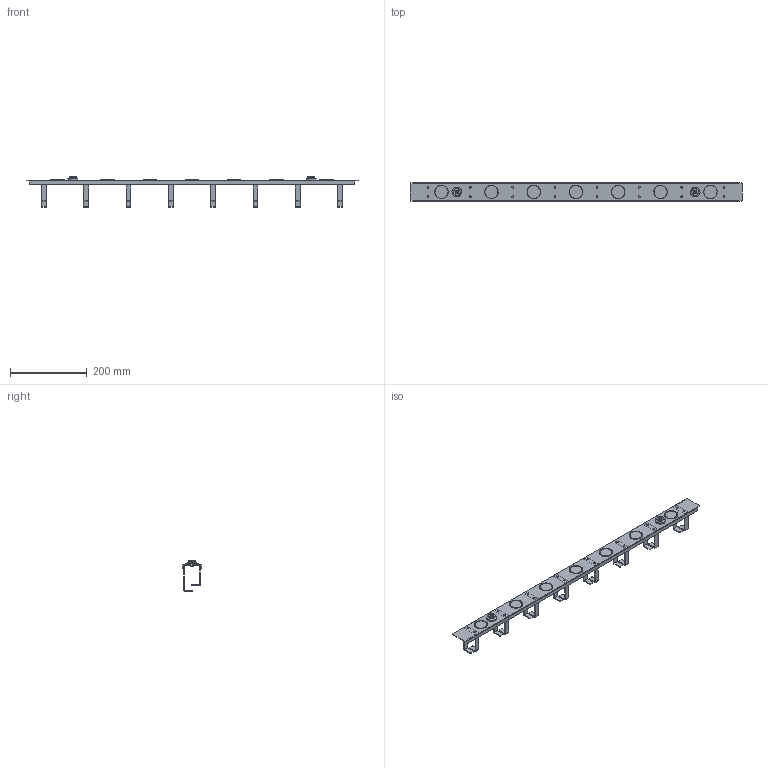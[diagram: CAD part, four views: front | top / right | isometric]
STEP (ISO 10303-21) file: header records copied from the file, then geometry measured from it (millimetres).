
FILE_DESCRIPTION (( 'STEP AP214' ), '1' );
FILE_NAME ('00406924_3D.STEP', '2022-03-14T15:46:09', ( '' ), ( '' ), 'SwSTEP 2.0', 'SolidWorks 2021', '' );
FILE_SCHEMA (( 'AUTOMOTIVE_DESIGN' ));
Length unit declared in the file: inch
Products named in the file (8): Copy of 94387A250_METRIC JIS PAN HEAD PHILLIPS MACHINE SCREW^Copy of 燴盄殤嘐隅郪璃_00406924; Copy of 燴盄遠^00406924; 00406924_3D; Copy of 92497A250_ZINC YELLOW-CHROMATE PLATED STEEL HEX NUT^Copy of 燴盄殤嘐隅郪璃_00406924; Copy of 橡胶过线圈^00406924; Copy of 燴盄殤嘐隅郪璃^00406924; Copy of Plastic Part2^Copy of 燴盄殤嘐隅郪璃_00406924; Copy of 1U諾啣^00406924
Assembly tree (21 placements, depth 3):
  00406924_3D
    Copy of 1U諾啣^00406924
    Copy of 橡胶过线圈^00406924  x7
    Copy of 燴盄遠^00406924  x8
    Copy of 燴盄殤嘐隅郪璃^00406924  x2
      Copy of Plastic Part2^Copy of 燴盄殤嘐隅郪璃_00406924
      Copy of 92497A250_ZINC YELLOW-CHROMATE PLATED STEEL HEX NUT^Copy of 燴盄殤嘐隅郪璃_00406924
      Copy of 94387A250_METRIC JIS PAN HEAD PHILLIPS MACHINE SCREW^Copy of 燴盄殤嘐隅郪璃_00406924
Bounding box: 864 x 49 x 79.7 mm (x, y, z)
Volume: 126151.3 mm3; surface area: 178633.7 mm2
Topology: 22 solids, 22 shells, 797 faces, 2048 edges, 1328 vertices
Faces by surface type: cylinder 416, plane 235, bspline 78, cone 58, torus 8, sphere 2
Entity records: 12632 total; most frequent: CARTESIAN_POINT 4885, ORIENTED_EDGE 1638, DIRECTION 1492, EDGE_CURVE 819, AXIS2_PLACEMENT_3D 590, VERTEX_POINT 535, EDGE_LOOP 368, LINE 312
